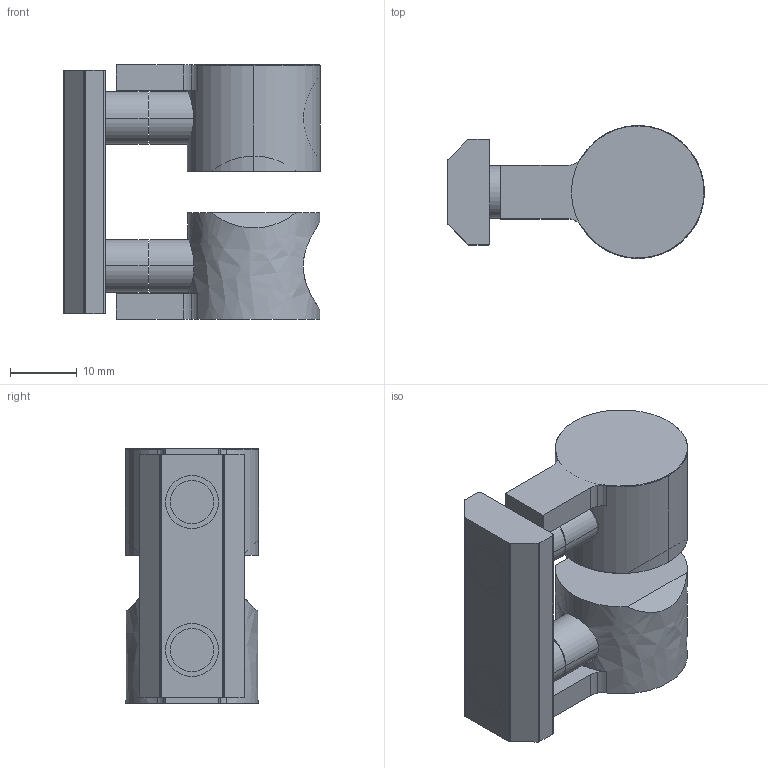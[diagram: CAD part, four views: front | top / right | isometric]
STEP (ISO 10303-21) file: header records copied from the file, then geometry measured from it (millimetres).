
FILE_DESCRIPTION((''),'2;1');
FILE_NAME('15FAC3882.stp','2006-03-13T15:39:01',('Shawn Mantel'),('Faztek, LLC'),'Mechanical Desktop 2005','Mechanical Desktop 2005',', , ');
FILE_SCHEMA(('CONFIG_CONTROL_DESIGN'));
Length unit declared in the file: inch
Products named in the file (1): Product
Bounding box: 38.56 x 19.96 x 38.2 mm (x, y, z)
Volume: 18651.5 mm3; surface area: 11303.3 mm2
Topology: 12 solids, 12 shells, 122 faces, 286 edges, 192 vertices
Faces by surface type: bspline 47, cylinder 38, plane 35, cone 2
Entity records: 4016 total; most frequent: CARTESIAN_POINT 1190, ORIENTED_EDGE 564, DIRECTION 548, EDGE_CURVE 282, AXIS2_PLACEMENT_3D 202, VERTEX_POINT 186, VECTOR 144, LINE 144
